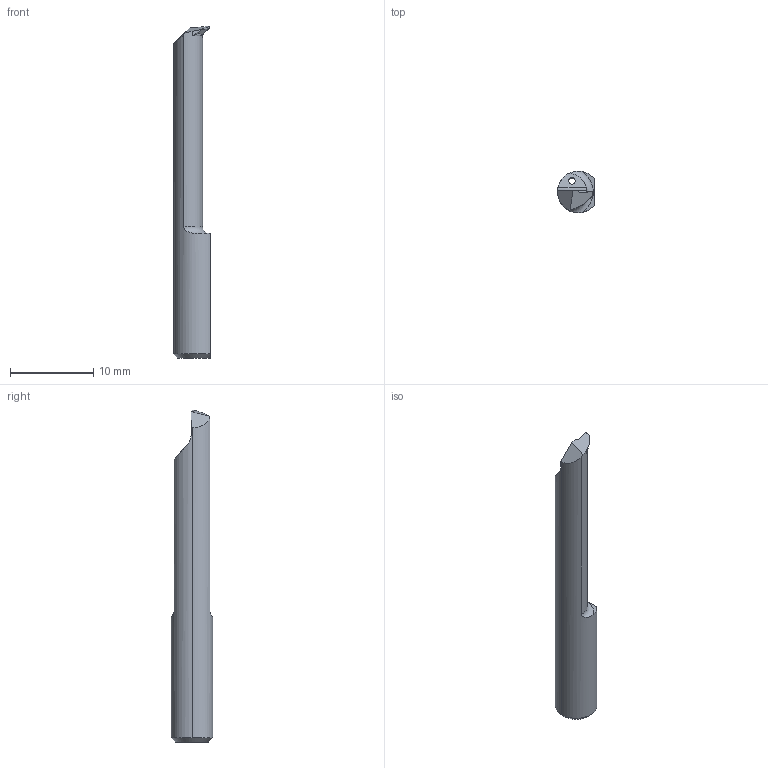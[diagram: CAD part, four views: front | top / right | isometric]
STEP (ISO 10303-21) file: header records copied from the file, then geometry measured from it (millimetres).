
FILE_DESCRIPTION (( 'STEP AP203' ), '1' );
FILE_NAME ('RP47T5-25.step', '2024-08-16T12:57:21', ( '' ), ( '' ), 'SwSTEP 2.0', 'SolidWorks 2022', '' );
FILE_SCHEMA (( 'CONFIG_CONTROL_DESIGN' ));
Length unit declared in the file: millimetre
Products named in the file (1): RP47T5-25
Bounding box: 4.45 x 4.99 x 40 mm (x, y, z)
Volume: 517.8 mm3; surface area: 633.8 mm2
Topology: 1 solids, 1 shells, 27 faces, 76 edges, 51 vertices
Faces by surface type: plane 14, cylinder 7, torus 4, cone 1, bspline 1
Entity records: 1064 total; most frequent: CARTESIAN_POINT 337, ORIENTED_EDGE 152, DIRECTION 115, EDGE_CURVE 76, VERTEX_POINT 51, AXIS2_PLACEMENT_3D 41, VECTOR 33, LINE 33
